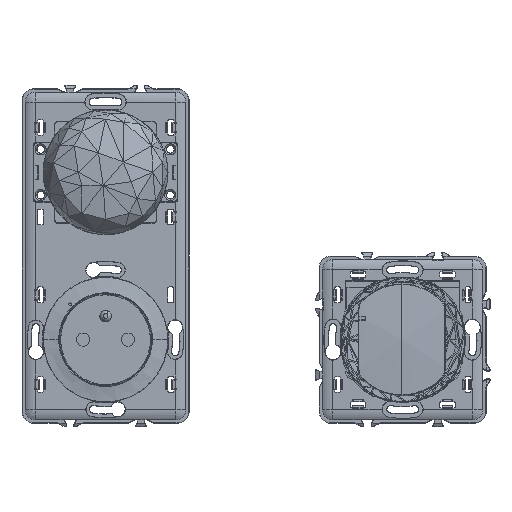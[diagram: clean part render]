
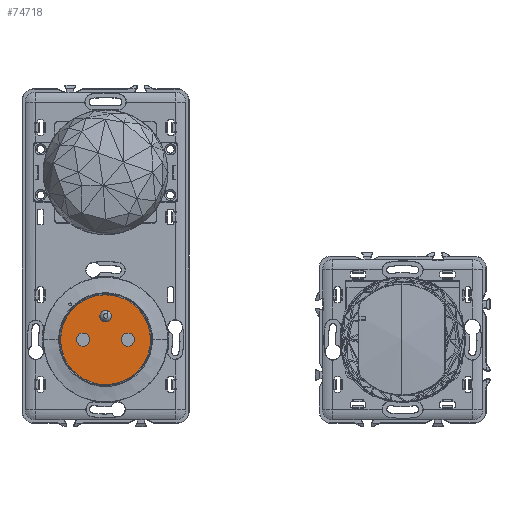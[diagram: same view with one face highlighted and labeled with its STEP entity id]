
A CAD part, top view. The second image highlights one B-rep face of the part: STEP entity #74718.
In plain terms, the highlighted planar face has unit normal (0, 0, 1).
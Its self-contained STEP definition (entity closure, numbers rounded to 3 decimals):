
#74511=AXIS2_PLACEMENT_3D('Circle Axis2P3D',#74509,#74510,$) ;
#74536=AXIS2_PLACEMENT_3D('Circle Axis2P3D',#74534,#74535,$) ;
#74561=AXIS2_PLACEMENT_3D('Circle Axis2P3D',#74559,#74560,$) ;
#74586=AXIS2_PLACEMENT_3D('Circle Axis2P3D',#74584,#74585,$) ;
#74611=AXIS2_PLACEMENT_3D('Circle Axis2P3D',#74609,#74610,$) ;
#74636=AXIS2_PLACEMENT_3D('Circle Axis2P3D',#74634,#74635,$) ;
#74661=AXIS2_PLACEMENT_3D('Circle Axis2P3D',#74659,#74660,$) ;
#74686=AXIS2_PLACEMENT_3D('Circle Axis2P3D',#74684,#74685,$) ;
#74700=AXIS2_PLACEMENT_3D('Plane Axis2P3D',#74697,#74698,#74699) ;
#74506=CARTESIAN_POINT('Vertex',(-9.136,-16.723,-4.5)) ;
#74509=CARTESIAN_POINT('Axis2P3D Location',(0.,0.,-4.5)) ;
#74513=CARTESIAN_POINT('Vertex',(9.136,16.723,-4.5)) ;
#74534=CARTESIAN_POINT('Axis2P3D Location',(0.,0.,-4.5)) ;
#74556=CARTESIAN_POINT('Vertex',(-12.3,0.,-4.5)) ;
#74559=CARTESIAN_POINT('Axis2P3D Location',(-9.5,0.,-4.5)) ;
#74563=CARTESIAN_POINT('Vertex',(-6.7,0.,-4.5)) ;
#74584=CARTESIAN_POINT('Axis2P3D Location',(-9.5,0.,-4.5)) ;
#74606=CARTESIAN_POINT('Vertex',(-2.45,10.,-4.5)) ;
#74609=CARTESIAN_POINT('Axis2P3D Location',(0.,10.,-4.5)) ;
#74613=CARTESIAN_POINT('Vertex',(2.45,10.,-4.5)) ;
#74634=CARTESIAN_POINT('Axis2P3D Location',(0.,10.,-4.5)) ;
#74656=CARTESIAN_POINT('Vertex',(6.7,0.,-4.5)) ;
#74659=CARTESIAN_POINT('Axis2P3D Location',(9.5,0.,-4.5)) ;
#74663=CARTESIAN_POINT('Vertex',(12.3,0.,-4.5)) ;
#74684=CARTESIAN_POINT('Axis2P3D Location',(9.5,0.,-4.5)) ;
#74697=CARTESIAN_POINT('Axis2P3D Location',(0.,0.,-4.5)) ;
#74510=DIRECTION('Axis2P3D Direction',(0.,-0.,-1.)) ;
#74535=DIRECTION('Axis2P3D Direction',(0.,0.,-1.)) ;
#74560=DIRECTION('Axis2P3D Direction',(0.,0.,1.)) ;
#74585=DIRECTION('Axis2P3D Direction',(0.,0.,1.)) ;
#74610=DIRECTION('Axis2P3D Direction',(0.,0.,1.)) ;
#74635=DIRECTION('Axis2P3D Direction',(0.,0.,1.)) ;
#74660=DIRECTION('Axis2P3D Direction',(0.,0.,1.)) ;
#74685=DIRECTION('Axis2P3D Direction',(0.,0.,1.)) ;
#74698=DIRECTION('Axis2P3D Direction',(0.,0.,-1.)) ;
#74699=DIRECTION('Axis2P3D XDirection',(-1.,0.,0.)) ;
#74703=ORIENTED_EDGE('',*,*,#74538,.T.) ;
#74704=ORIENTED_EDGE('',*,*,#74515,.T.) ;
#74707=ORIENTED_EDGE('',*,*,#74588,.T.) ;
#74708=ORIENTED_EDGE('',*,*,#74565,.T.) ;
#74711=ORIENTED_EDGE('',*,*,#74638,.T.) ;
#74712=ORIENTED_EDGE('',*,*,#74615,.T.) ;
#74715=ORIENTED_EDGE('',*,*,#74688,.T.) ;
#74716=ORIENTED_EDGE('',*,*,#74665,.T.) ;
#74709=FACE_BOUND('',#74706,.T.) ;
#74713=FACE_BOUND('',#74710,.T.) ;
#74717=FACE_BOUND('',#74714,.T.) ;
#74718=ADVANCED_FACE('AG07045_A .1\\A014383.1\\EB02028.1\\Corps principal',(#74705,#74709,#74713,#74717),#74701,.F.) ;
#74512=CIRCLE('generated circle',#74511,19.055) ;
#74537=CIRCLE('generated circle',#74536,19.055) ;
#74562=CIRCLE('generated circle',#74561,2.8) ;
#74587=CIRCLE('generated circle',#74586,2.8) ;
#74612=CIRCLE('generated circle',#74611,2.45) ;
#74637=CIRCLE('generated circle',#74636,2.45) ;
#74662=CIRCLE('generated circle',#74661,2.8) ;
#74687=CIRCLE('generated circle',#74686,2.8) ;
#74515=EDGE_CURVE('',#74514,#74507,#74512,.F.) ;
#74538=EDGE_CURVE('',#74507,#74514,#74537,.F.) ;
#74565=EDGE_CURVE('',#74564,#74557,#74562,.F.) ;
#74588=EDGE_CURVE('',#74557,#74564,#74587,.F.) ;
#74615=EDGE_CURVE('',#74614,#74607,#74612,.F.) ;
#74638=EDGE_CURVE('',#74607,#74614,#74637,.F.) ;
#74665=EDGE_CURVE('',#74664,#74657,#74662,.F.) ;
#74688=EDGE_CURVE('',#74657,#74664,#74687,.F.) ;
#74702=EDGE_LOOP('',(#74703,#74704)) ;
#74706=EDGE_LOOP('',(#74707,#74708)) ;
#74710=EDGE_LOOP('',(#74711,#74712)) ;
#74714=EDGE_LOOP('',(#74715,#74716)) ;
#74705=FACE_OUTER_BOUND('',#74702,.T.) ;
#74701=PLANE('',#74700) ;
#74507=VERTEX_POINT('',#74506) ;
#74514=VERTEX_POINT('',#74513) ;
#74557=VERTEX_POINT('',#74556) ;
#74564=VERTEX_POINT('',#74563) ;
#74607=VERTEX_POINT('',#74606) ;
#74614=VERTEX_POINT('',#74613) ;
#74657=VERTEX_POINT('',#74656) ;
#74664=VERTEX_POINT('',#74663) ;
